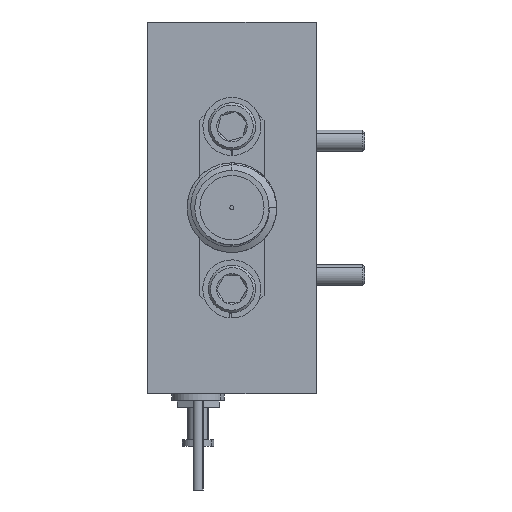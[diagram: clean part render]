
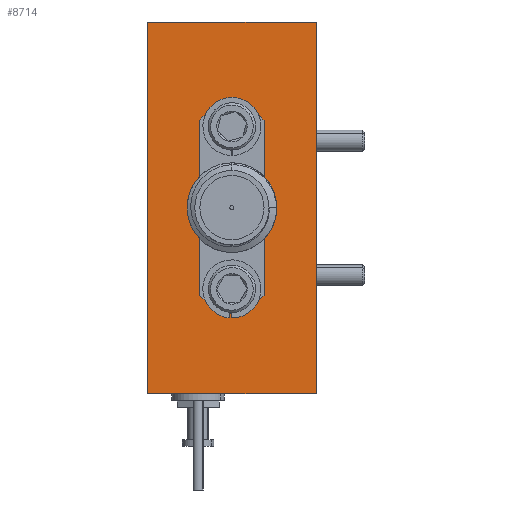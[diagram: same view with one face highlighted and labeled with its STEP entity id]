
A CAD part, left-side view. The second image highlights one B-rep face of the part: STEP entity #8714.
In plain terms, the highlighted planar face has unit normal (-1, 0, 0).
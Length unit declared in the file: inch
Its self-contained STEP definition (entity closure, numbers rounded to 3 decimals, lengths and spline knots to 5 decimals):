
#96 = ORIENTED_EDGE ( 'NONE', *, *, #1894, .T. ) ;
#162 = EDGE_CURVE ( 'NONE', #10051, #1473, #2221, .T. ) ;
#188 = CARTESIAN_POINT ( 'NONE',  ( -0.9, 0., 0.55 ) ) ;
#267 = VECTOR ( 'NONE', #4753, 39.37008 ) ;
#363 = VERTEX_POINT ( 'NONE', #13028 ) ;
#369 = DIRECTION ( 'NONE',  ( 0., 0., -1. ) ) ;
#447 = DIRECTION ( 'NONE',  ( -1., 0., 0. ) ) ;
#550 = EDGE_CURVE ( 'NONE', #363, #974, #6781, .T. ) ;
#606 = DIRECTION ( 'NONE',  ( 0., 0., 1. ) ) ;
#829 = CARTESIAN_POINT ( 'NONE',  ( -0.9, 0.25, 0.275 ) ) ;
#889 = DIRECTION ( 'NONE',  ( 0., -1., 0. ) ) ;
#974 = VERTEX_POINT ( 'NONE', #1186 ) ;
#1186 = CARTESIAN_POINT ( 'NONE',  ( -0.9, 0.25, -0.275 ) ) ;
#1276 = VERTEX_POINT ( 'NONE', #5285 ) ;
#1473 = VERTEX_POINT ( 'NONE', #188 ) ;
#1894 = EDGE_CURVE ( 'NONE', #3968, #1473, #10660, .T. ) ;
#2108 = EDGE_LOOP ( 'NONE', ( #9409, #7926 ) ) ;
#2131 = CARTESIAN_POINT ( 'NONE',  ( -0.9, 0., 0.55 ) ) ;
#2221 = LINE ( 'NONE', #7947, #5033 ) ;
#2337 = CARTESIAN_POINT ( 'NONE',  ( -0.9, 0.25, -0.24 ) ) ;
#2719 = ORIENTED_EDGE ( 'NONE', *, *, #10625, .F. ) ;
#2807 = CARTESIAN_POINT ( 'NONE',  ( -0.9, 0.25, 0. ) ) ;
#2827 = CIRCLE ( 'NONE', #11302, 0.035 ) ;
#3058 = ORIENTED_EDGE ( 'NONE', *, *, #3338, .T. ) ;
#3270 = CARTESIAN_POINT ( 'NONE',  ( -0.9, 0.25, 0. ) ) ;
#3313 = CARTESIAN_POINT ( 'NONE',  ( -0.9, 0.5, 0.55 ) ) ;
#3338 = EDGE_CURVE ( 'NONE', #7537, #3968, #8770, .T. ) ;
#3386 = DIRECTION ( 'NONE',  ( 0., 0., 1. ) ) ;
#3498 = AXIS2_PLACEMENT_3D ( 'NONE', #2337, #447, #3386 ) ;
#3546 = CARTESIAN_POINT ( 'NONE',  ( -0.9, 0.5, 0.55 ) ) ;
#3697 = ORIENTED_EDGE ( 'NONE', *, *, #162, .F. ) ;
#3968 = VERTEX_POINT ( 'NONE', #7542 ) ;
#4055 = FACE_OUTER_BOUND ( 'NONE', #4284, .T. ) ;
#4284 = EDGE_LOOP ( 'NONE', ( #96, #3697, #5853, #3058 ) ) ;
#4753 = DIRECTION ( 'NONE',  ( 0., -1., 0. ) ) ;
#4824 = VECTOR ( 'NONE', #8217, 39.37008 ) ;
#4836 = AXIS2_PLACEMENT_3D ( 'NONE', #2807, #10860, #11880 ) ;
#5033 = VECTOR ( 'NONE', #889, 39.37008 ) ;
#5285 = CARTESIAN_POINT ( 'NONE',  ( -0.9, 0.25, 0.039 ) ) ;
#5340 = CARTESIAN_POINT ( 'NONE',  ( -0.9, 0.25, -0.039 ) ) ;
#5528 = CARTESIAN_POINT ( 'NONE',  ( -0.9, 0.5, 0.55 ) ) ;
#5638 = FACE_BOUND ( 'NONE', #8748, .T. ) ;
#5641 = AXIS2_PLACEMENT_3D ( 'NONE', #3270, #7288, #9695 ) ;
#5659 = EDGE_CURVE ( 'NONE', #974, #363, #5813, .T. ) ;
#5681 = AXIS2_PLACEMENT_3D ( 'NONE', #9515, #10491, #606 ) ;
#5813 = CIRCLE ( 'NONE', #3498, 0.035 ) ;
#5853 = ORIENTED_EDGE ( 'NONE', *, *, #10495, .F. ) ;
#5862 = EDGE_CURVE ( 'NONE', #11256, #1276, #11148, .T. ) ;
#6359 = EDGE_LOOP ( 'NONE', ( #2719, #10435 ) ) ;
#6447 = CARTESIAN_POINT ( 'NONE',  ( -0.9, 0.25, 0.205 ) ) ;
#6781 = CIRCLE ( 'NONE', #5681, 0.035 ) ;
#7265 = DIRECTION ( 'NONE',  ( -1., 0., 0. ) ) ;
#7288 = DIRECTION ( 'NONE',  ( -1., 0., 0. ) ) ;
#7305 = EDGE_CURVE ( 'NONE', #9550, #11600, #8524, .T. ) ;
#7430 = ORIENTED_EDGE ( 'NONE', *, *, #5659, .F. ) ;
#7537 = VERTEX_POINT ( 'NONE', #11925 ) ;
#7542 = CARTESIAN_POINT ( 'NONE',  ( -0.9, 0., -0.55 ) ) ;
#7691 = FACE_BOUND ( 'NONE', #6359, .T. ) ;
#7926 = ORIENTED_EDGE ( 'NONE', *, *, #5862, .F. ) ;
#7947 = CARTESIAN_POINT ( 'NONE',  ( -0.9, 0.5, 0.55 ) ) ;
#8011 = AXIS2_PLACEMENT_3D ( 'NONE', #11213, #7265, #11120 ) ;
#8096 = CARTESIAN_POINT ( 'NONE',  ( -0.9, 0.5, -0.55 ) ) ;
#8217 = DIRECTION ( 'NONE',  ( 0., 0., 1. ) ) ;
#8484 = EDGE_CURVE ( 'NONE', #1276, #11256, #12293, .T. ) ;
#8524 = CIRCLE ( 'NONE', #8011, 0.035 ) ;
#8714 = ADVANCED_FACE ( 'NONE', ( #5638, #7691, #11776, #4055 ), #12415, .F. ) ;
#8748 = EDGE_LOOP ( 'NONE', ( #13016, #7430 ) ) ;
#8770 = LINE ( 'NONE', #8096, #267 ) ;
#9025 = AXIS2_PLACEMENT_3D ( 'NONE', #3313, #9333, #369 ) ;
#9333 = DIRECTION ( 'NONE',  ( 1., 0., 0. ) ) ;
#9358 = CARTESIAN_POINT ( 'NONE',  ( -0.9, 0.25, 0.24 ) ) ;
#9409 = ORIENTED_EDGE ( 'NONE', *, *, #8484, .F. ) ;
#9515 = CARTESIAN_POINT ( 'NONE',  ( -0.9, 0.25, -0.24 ) ) ;
#9550 = VERTEX_POINT ( 'NONE', #6447 ) ;
#9695 = DIRECTION ( 'NONE',  ( 0., 0., 1. ) ) ;
#10051 = VERTEX_POINT ( 'NONE', #3546 ) ;
#10083 = LINE ( 'NONE', #5528, #11818 ) ;
#10435 = ORIENTED_EDGE ( 'NONE', *, *, #7305, .F. ) ;
#10491 = DIRECTION ( 'NONE',  ( -1., 0., 0. ) ) ;
#10495 = EDGE_CURVE ( 'NONE', #7537, #10051, #10083, .T. ) ;
#10570 = DIRECTION ( 'NONE',  ( 0., 0., 1. ) ) ;
#10625 = EDGE_CURVE ( 'NONE', #11600, #9550, #2827, .T. ) ;
#10660 = LINE ( 'NONE', #2131, #4824 ) ;
#10860 = DIRECTION ( 'NONE',  ( -1., 0., 0. ) ) ;
#11120 = DIRECTION ( 'NONE',  ( 0., 0., 1. ) ) ;
#11148 = CIRCLE ( 'NONE', #4836, 0.039 ) ;
#11190 = DIRECTION ( 'NONE',  ( -1., 0., 0. ) ) ;
#11213 = CARTESIAN_POINT ( 'NONE',  ( -0.9, 0.25, 0.24 ) ) ;
#11256 = VERTEX_POINT ( 'NONE', #5340 ) ;
#11302 = AXIS2_PLACEMENT_3D ( 'NONE', #9358, #11190, #11359 ) ;
#11359 = DIRECTION ( 'NONE',  ( 0., 0., 1. ) ) ;
#11600 = VERTEX_POINT ( 'NONE', #829 ) ;
#11776 = FACE_BOUND ( 'NONE', #2108, .T. ) ;
#11818 = VECTOR ( 'NONE', #10570, 39.37008 ) ;
#11880 = DIRECTION ( 'NONE',  ( 0., 0., 1. ) ) ;
#11925 = CARTESIAN_POINT ( 'NONE',  ( -0.9, 0.5, -0.55 ) ) ;
#12293 = CIRCLE ( 'NONE', #5641, 0.039 ) ;
#12415 = PLANE ( 'NONE',  #9025 ) ;
#13016 = ORIENTED_EDGE ( 'NONE', *, *, #550, .F. ) ;
#13028 = CARTESIAN_POINT ( 'NONE',  ( -0.9, 0.25, -0.205 ) ) ;
